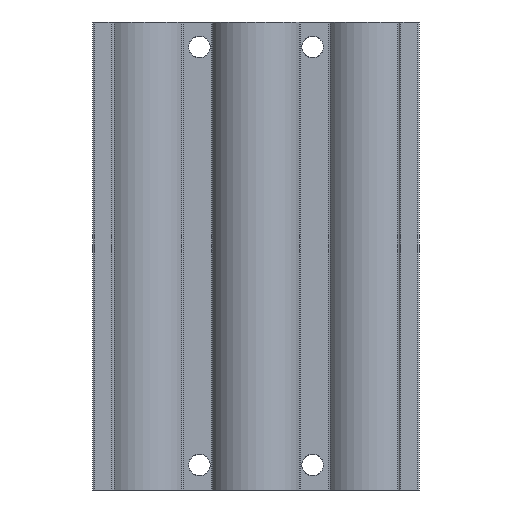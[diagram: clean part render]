
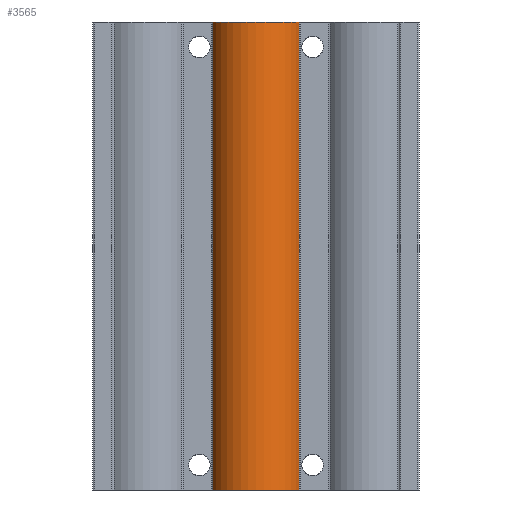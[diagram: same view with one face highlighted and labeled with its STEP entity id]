
A CAD part, front view. The second image highlights one B-rep face of the part: STEP entity #3565.
In plain terms, the highlighted cylindrical face has radius 14 mm (diameter 28 mm), a partial arc.
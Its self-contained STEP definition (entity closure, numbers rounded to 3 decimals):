
#112 = EDGE_CURVE ( 'NONE', #5475, #3273, #5981, .T. ) ;
#113 = EDGE_CURVE ( 'NONE', #5475, #5443, #5979, .T. ) ;
#114 = EDGE_CURVE ( 'NONE', #5443, #5470, #5987, .T. ) ;
#115 = EDGE_CURVE ( 'NONE', #5470, #3273, #5986, .T. ) ;
#213 = AXIS2_PLACEMENT_3D ( 'NONE', #4472, #4473, #4474 ) ;
#214 = AXIS2_PLACEMENT_3D ( 'NONE', #4477, #4478, #4479 ) ;
#332 = ORIENTED_EDGE ( 'NONE', *, *, #112, .F. ) ;
#333 = ORIENTED_EDGE ( 'NONE', *, *, #113, .T. ) ;
#334 = ORIENTED_EDGE ( 'NONE', *, *, #114, .T. ) ;
#335 = ORIENTED_EDGE ( 'NONE', *, *, #115, .T. ) ;
#646 = FACE_OUTER_BOUND ( 'NONE', #4784, .T. ) ;
#647 = CYLINDRICAL_SURFACE ( 'NONE', #1261, 14. ) ;
#1113 = CARTESIAN_POINT ( 'NONE',  ( 12.954, -5.31, 70.25 ) ) ;
#1261 = AXIS2_PLACEMENT_3D ( 'NONE', #1777, #1778, #1779 ) ;
#1777 = CARTESIAN_POINT ( 'NONE',  ( 0., 0., -70.25 ) ) ;
#1778 = DIRECTION ( 'NONE',  ( 0., 0., 1. ) ) ;
#1779 = DIRECTION ( 'NONE',  ( 1., 0., 0. ) ) ;
#2484 = CARTESIAN_POINT ( 'NONE',  ( -12.954, -5.31, -70.25 ) ) ;
#2511 = CARTESIAN_POINT ( 'NONE',  ( 12.954, -5.31, -70.25 ) ) ;
#2516 = CARTESIAN_POINT ( 'NONE',  ( -12.954, -5.31, 70.25 ) ) ;
#3273 = VERTEX_POINT ( 'NONE', #1113 ) ;
#3565 = ADVANCED_FACE ( 'NONE', ( #646 ), #647, .T. ) ;
#4472 = CARTESIAN_POINT ( 'NONE',  ( 0., 0., 70.25 ) ) ;
#4473 = DIRECTION ( 'NONE',  ( 0., 0., 1. ) ) ;
#4474 = DIRECTION ( 'NONE',  ( 1., 0., 0. ) ) ;
#4475 = CARTESIAN_POINT ( 'NONE',  ( -12.954, -5.31, -70.25 ) ) ;
#4476 = DIRECTION ( 'NONE',  ( 0., 0., -1. ) ) ;
#4477 = CARTESIAN_POINT ( 'NONE',  ( 0., 0., -70.25 ) ) ;
#4478 = DIRECTION ( 'NONE',  ( 0., 0., 1. ) ) ;
#4479 = DIRECTION ( 'NONE',  ( 1., 0., 0. ) ) ;
#4480 = CARTESIAN_POINT ( 'NONE',  ( 12.954, -5.31, -70.25 ) ) ;
#4481 = DIRECTION ( 'NONE',  ( 0., 0., 1. ) ) ;
#4784 = EDGE_LOOP ( 'NONE', ( #332, #333, #334, #335 ) ) ;
#5443 = VERTEX_POINT ( 'NONE', #2484 ) ;
#5470 = VERTEX_POINT ( 'NONE', #2511 ) ;
#5475 = VERTEX_POINT ( 'NONE', #2516 ) ;
#5979 = LINE ( 'NONE', #4475, #5983 ) ;
#5981 = CIRCLE ( 'NONE', #213, 14. ) ;
#5983 = VECTOR ( 'NONE', #4476, 1000. ) ;
#5986 = LINE ( 'NONE', #4480, #5988 ) ;
#5987 = CIRCLE ( 'NONE', #214, 14. ) ;
#5988 = VECTOR ( 'NONE', #4481, 1000. ) ;
